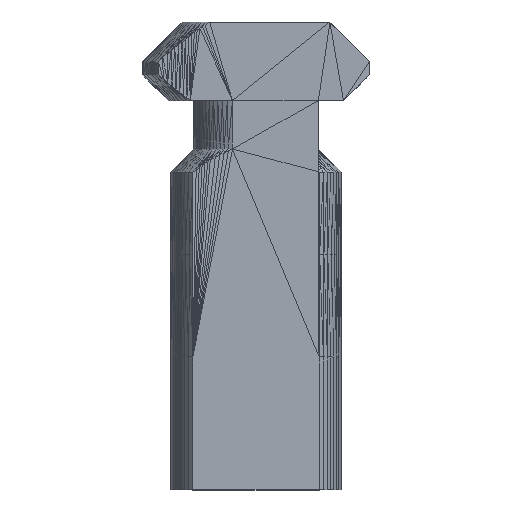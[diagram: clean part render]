
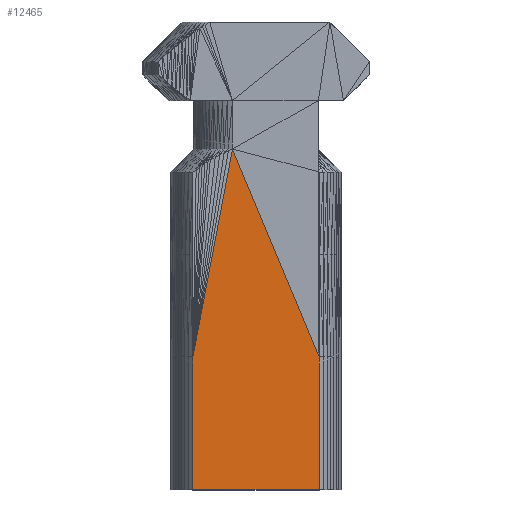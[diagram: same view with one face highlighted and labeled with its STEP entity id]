
A CAD part, top view. The second image highlights one B-rep face of the part: STEP entity #12465.
In plain terms, the highlighted planar face has unit normal (0, 0, 1).
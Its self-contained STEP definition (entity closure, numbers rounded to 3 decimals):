
#915=FACE_OUTER_BOUND('',#1904,.T.);
#1904=EDGE_LOOP('',(#10309,#10310,#10311,#10312,#10313));
#1994=LINE('',#17135,#3589);
#2108=LINE('',#17363,#3703);
#2109=LINE('',#17365,#3704);
#3474=LINE('',#20095,#5069);
#3475=LINE('',#20097,#5070);
#3589=VECTOR('',#13561,10.);
#3703=VECTOR('',#13749,10.);
#3704=VECTOR('',#13752,10.);
#5069=VECTOR('',#16837,10.);
#5070=VECTOR('',#16840,10.);
#5183=VERTEX_POINT('',#17131);
#5185=VERTEX_POINT('',#17134);
#5261=VERTEX_POINT('',#17359);
#5262=VERTEX_POINT('',#17361);
#5690=VERTEX_POINT('',#19348);
#5794=EDGE_CURVE('',#5183,#5185,#1994,.T.);
#5908=EDGE_CURVE('',#5261,#5262,#2108,.T.);
#5909=EDGE_CURVE('',#5185,#5262,#2109,.T.);
#7274=EDGE_CURVE('',#5261,#5690,#3474,.T.);
#7275=EDGE_CURVE('',#5690,#5183,#3475,.T.);
#10309=ORIENTED_EDGE('',*,*,#7275,.F.);
#10310=ORIENTED_EDGE('',*,*,#7274,.F.);
#10311=ORIENTED_EDGE('',*,*,#5908,.T.);
#10312=ORIENTED_EDGE('',*,*,#5909,.F.);
#10313=ORIENTED_EDGE('',*,*,#5794,.F.);
#11477=PLANE('',#13467);
#12465=ADVANCED_FACE('',(#915),#11477,.T.);
#13467=AXIS2_PLACEMENT_3D('',#20096,#16838,#16839);
#13561=DIRECTION('',(0.,-1.,0.));
#13749=DIRECTION('',(0.,-1.,0.));
#13752=DIRECTION('',(-1.,0.,0.));
#16837=DIRECTION('',(0.186,0.982,0.));
#16838=DIRECTION('center_axis',(0.,0.,1.));
#16839=DIRECTION('ref_axis',(1.,0.,0.));
#16840=DIRECTION('',(0.384,-0.923,0.));
#17131=CARTESIAN_POINT('',(109.638,110.168,5.));
#17134=CARTESIAN_POINT('',(109.638,104.418,5.));
#17135=CARTESIAN_POINT('',(109.638,110.168,5.));
#17359=CARTESIAN_POINT('',(104.182,110.168,5.));
#17361=CARTESIAN_POINT('',(104.182,104.418,5.));
#17363=CARTESIAN_POINT('',(104.182,110.168,5.));
#17365=CARTESIAN_POINT('',(109.638,104.418,5.));
#19348=CARTESIAN_POINT('',(105.89,119.168,5.));
#20095=CARTESIAN_POINT('',(104.182,110.168,5.));
#20096=CARTESIAN_POINT('Origin',(104.182,110.168,5.));
#20097=CARTESIAN_POINT('',(105.89,119.168,5.));
